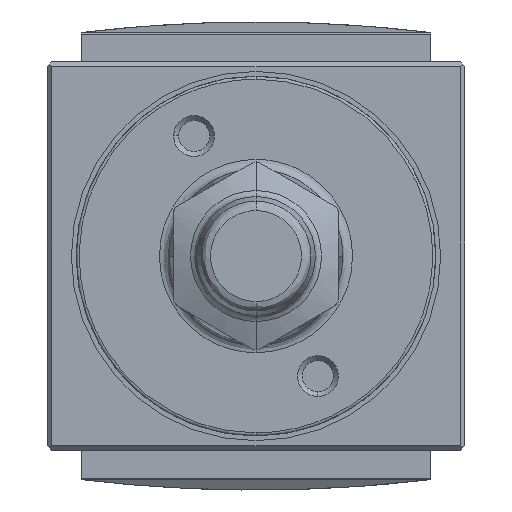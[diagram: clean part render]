
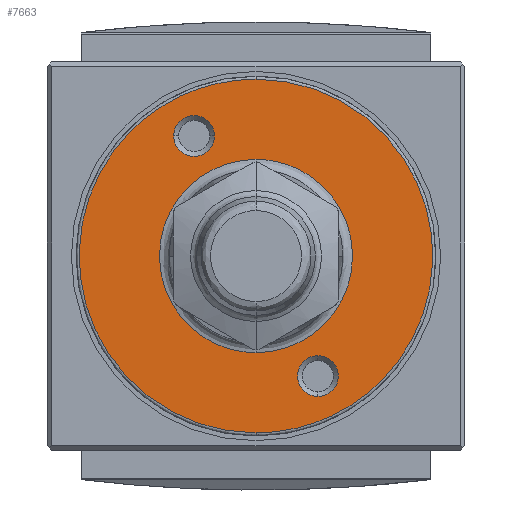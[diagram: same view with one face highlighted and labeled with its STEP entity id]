
A CAD part, front view. The second image highlights one B-rep face of the part: STEP entity #7663.
In plain terms, the highlighted planar face has unit normal (0, -1, 0).
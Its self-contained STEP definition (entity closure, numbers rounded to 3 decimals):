
#544 = ORIENTED_EDGE ( 'NONE', *, *, #13767, .F. ) ;
#994 = DIRECTION ( 'NONE',  ( 0., -1., 0. ) ) ;
#1093 = CARTESIAN_POINT ( 'NONE',  ( -8.467, 0.1, 12.356 ) ) ;
#1717 = CARTESIAN_POINT ( 'NONE',  ( -4.267, 0.1, 12.356 ) ) ;
#2205 = ORIENTED_EDGE ( 'NONE', *, *, #18902, .F. ) ;
#2532 =( BOUNDED_CURVE ( )  B_SPLINE_CURVE ( 3, ( #25155, #6258, #27640, #30107 ),
 .UNSPECIFIED., .F., .F. ) 
 B_SPLINE_CURVE_WITH_KNOTS ( ( 4, 4 ),
 ( 0., 0.5 ),
 .UNSPECIFIED. ) 
 CURVE ( )  GEOMETRIC_REPRESENTATION_ITEM ( )  RATIONAL_B_SPLINE_CURVE ( ( 1., 0.333, 0.333, 1. ) ) 
 REPRESENTATION_ITEM ( '' )  );
#3134 = EDGE_LOOP ( 'NONE', ( #30534, #16084 ) ) ;
#3290 = DIRECTION ( 'NONE',  ( 0., 0., -1. ) ) ;
#3332 = EDGE_CURVE ( 'NONE', #3763, #9829, #2532, .T. ) ;
#3438 =( BOUNDED_CURVE ( )  B_SPLINE_CURVE ( 3, ( #29534, #11012, #5993, #3696 ),
 .UNSPECIFIED., .F., .F. ) 
 B_SPLINE_CURVE_WITH_KNOTS ( ( 4, 4 ),
 ( 0.5, 1. ),
 .UNSPECIFIED. ) 
 CURVE ( )  GEOMETRIC_REPRESENTATION_ITEM ( )  RATIONAL_B_SPLINE_CURVE ( ( 1., 0.333, 0.333, 1. ) ) 
 REPRESENTATION_ITEM ( '' )  );
#3668 = DIRECTION ( 'NONE',  ( 1., 0., 0. ) ) ;
#3696 = CARTESIAN_POINT ( 'NONE',  ( 0., 0.1, -18.2 ) ) ;
#3763 = VERTEX_POINT ( 'NONE', #5585 ) ;
#3875 = CARTESIAN_POINT ( 'NONE',  ( -6.367, 0.1, 12.356 ) ) ;
#3955 = AXIS2_PLACEMENT_3D ( 'NONE', #3875, #4085, #3668 ) ;
#4085 = DIRECTION ( 'NONE',  ( 0., -1., 0. ) ) ;
#4188 = EDGE_CURVE ( 'NONE', #7703, #6214, #29754, .T. ) ;
#4304 = PLANE ( 'NONE',  #8880 ) ;
#5268 = CARTESIAN_POINT ( 'NONE',  ( -19.88, 0.1, 9.94 ) ) ;
#5380 = EDGE_CURVE ( 'NONE', #29194, #13030, #26803, .T. ) ;
#5585 = CARTESIAN_POINT ( 'NONE',  ( 0., 0.1, -9.94 ) ) ;
#5993 = CARTESIAN_POINT ( 'NONE',  ( 36.4, 0.1, -18.2 ) ) ;
#6008 = VERTEX_POINT ( 'NONE', #29951 ) ;
#6214 = VERTEX_POINT ( 'NONE', #1093 ) ;
#6258 = CARTESIAN_POINT ( 'NONE',  ( 19.88, 0.1, -9.94 ) ) ;
#6565 = EDGE_CURVE ( 'NONE', #6008, #21316, #13357, .T. ) ;
#7656 = EDGE_LOOP ( 'NONE', ( #14867, #2205 ) ) ;
#7663 = ADVANCED_FACE ( 'NONE', ( #21868, #10042, #28557, #8172 ), #4304, .F. ) ;
#7703 = VERTEX_POINT ( 'NONE', #1717 ) ;
#7927 = ORIENTED_EDGE ( 'NONE', *, *, #5380, .F. ) ;
#8172 = FACE_BOUND ( 'NONE', #3134, .T. ) ;
#8317 = DIRECTION ( 'NONE',  ( 0., -1., 0. ) ) ;
#8880 = AXIS2_PLACEMENT_3D ( 'NONE', #30555, #11209, #27887 ) ;
#9378 = CARTESIAN_POINT ( 'NONE',  ( 0., 0.1, -18.2 ) ) ;
#9431 = EDGE_CURVE ( 'NONE', #13030, #29194, #12373, .T. ) ;
#9829 = VERTEX_POINT ( 'NONE', #16671 ) ;
#10042 = FACE_BOUND ( 'NONE', #18319, .T. ) ;
#10597 = AXIS2_PLACEMENT_3D ( 'NONE', #27363, #10989, #15739 ) ;
#10989 = DIRECTION ( 'NONE',  ( 0., -1., 0. ) ) ;
#11012 = CARTESIAN_POINT ( 'NONE',  ( 36.4, 0.1, 18.2 ) ) ;
#11209 = DIRECTION ( 'NONE',  ( 0., 1., 0. ) ) ;
#11754 = CARTESIAN_POINT ( 'NONE',  ( -36.4, 0.1, 18.2 ) ) ;
#11791 = CARTESIAN_POINT ( 'NONE',  ( 6.367, 0.1, -10.256 ) ) ;
#12271 = AXIS2_PLACEMENT_3D ( 'NONE', #17525, #994, #3290 ) ;
#12313 = EDGE_LOOP ( 'NONE', ( #25439, #7927 ) ) ;
#12373 = CIRCLE ( 'NONE', #12271, 2.1 ) ;
#13030 = VERTEX_POINT ( 'NONE', #14620 ) ;
#13357 =( BOUNDED_CURVE ( )  B_SPLINE_CURVE ( 3, ( #9378, #25969, #11754, #16299 ),
 .UNSPECIFIED., .F., .F. ) 
 B_SPLINE_CURVE_WITH_KNOTS ( ( 4, 4 ),
 ( 0., 0.5 ),
 .UNSPECIFIED. ) 
 CURVE ( )  GEOMETRIC_REPRESENTATION_ITEM ( )  RATIONAL_B_SPLINE_CURVE ( ( 1., 0.333, 0.333, 1. ) ) 
 REPRESENTATION_ITEM ( '' )  );
#13767 = EDGE_CURVE ( 'NONE', #6214, #7703, #23546, .T. ) ;
#14620 = CARTESIAN_POINT ( 'NONE',  ( 6.367, 0.1, -14.456 ) ) ;
#14867 = ORIENTED_EDGE ( 'NONE', *, *, #6565, .F. ) ;
#15739 = DIRECTION ( 'NONE',  ( 0., 0., -1. ) ) ;
#16084 = ORIENTED_EDGE ( 'NONE', *, *, #24751, .F. ) ;
#16299 = CARTESIAN_POINT ( 'NONE',  ( 0., 0.1, 18.2 ) ) ;
#16671 = CARTESIAN_POINT ( 'NONE',  ( 0., 0.1, 9.94 ) ) ;
#17525 = CARTESIAN_POINT ( 'NONE',  ( 6.367, 0.1, -12.356 ) ) ;
#18319 = EDGE_LOOP ( 'NONE', ( #30273, #544 ) ) ;
#18902 = EDGE_CURVE ( 'NONE', #21316, #6008, #3438, .T. ) ;
#19008 = CARTESIAN_POINT ( 'NONE',  ( 0., 0.1, 18.2 ) ) ;
#21316 = VERTEX_POINT ( 'NONE', #19008 ) ;
#21868 = FACE_OUTER_BOUND ( 'NONE', #7656, .T. ) ;
#22647 = AXIS2_PLACEMENT_3D ( 'NONE', #29312, #8317, #26842 ) ;
#23546 = CIRCLE ( 'NONE', #3955, 2.1 ) ;
#24557 =( BOUNDED_CURVE ( )  B_SPLINE_CURVE ( 3, ( #28916, #5268, #26251, #28538 ),
 .UNSPECIFIED., .F., .F. ) 
 B_SPLINE_CURVE_WITH_KNOTS ( ( 4, 4 ),
 ( 0.5, 1. ),
 .UNSPECIFIED. ) 
 CURVE ( )  GEOMETRIC_REPRESENTATION_ITEM ( )  RATIONAL_B_SPLINE_CURVE ( ( 1., 0.333, 0.333, 1. ) ) 
 REPRESENTATION_ITEM ( '' )  );
#24751 = EDGE_CURVE ( 'NONE', #9829, #3763, #24557, .T. ) ;
#25155 = CARTESIAN_POINT ( 'NONE',  ( 0., 0.1, -9.94 ) ) ;
#25439 = ORIENTED_EDGE ( 'NONE', *, *, #9431, .F. ) ;
#25969 = CARTESIAN_POINT ( 'NONE',  ( -36.4, 0.1, -18.2 ) ) ;
#26251 = CARTESIAN_POINT ( 'NONE',  ( -19.88, 0.1, -9.94 ) ) ;
#26803 = CIRCLE ( 'NONE', #10597, 2.1 ) ;
#26842 = DIRECTION ( 'NONE',  ( 1., 0., 0. ) ) ;
#27363 = CARTESIAN_POINT ( 'NONE',  ( 6.367, 0.1, -12.356 ) ) ;
#27640 = CARTESIAN_POINT ( 'NONE',  ( 19.88, 0.1, 9.94 ) ) ;
#27887 = DIRECTION ( 'NONE',  ( 0., 0., 1. ) ) ;
#28538 = CARTESIAN_POINT ( 'NONE',  ( 0., 0.1, -9.94 ) ) ;
#28557 = FACE_BOUND ( 'NONE', #12313, .T. ) ;
#28916 = CARTESIAN_POINT ( 'NONE',  ( 0., 0.1, 9.94 ) ) ;
#29194 = VERTEX_POINT ( 'NONE', #11791 ) ;
#29312 = CARTESIAN_POINT ( 'NONE',  ( -6.367, 0.1, 12.356 ) ) ;
#29534 = CARTESIAN_POINT ( 'NONE',  ( 0., 0.1, 18.2 ) ) ;
#29754 = CIRCLE ( 'NONE', #22647, 2.1 ) ;
#29951 = CARTESIAN_POINT ( 'NONE',  ( 0., 0.1, -18.2 ) ) ;
#30107 = CARTESIAN_POINT ( 'NONE',  ( 0., 0.1, 9.94 ) ) ;
#30273 = ORIENTED_EDGE ( 'NONE', *, *, #4188, .F. ) ;
#30534 = ORIENTED_EDGE ( 'NONE', *, *, #3332, .F. ) ;
#30555 = CARTESIAN_POINT ( 'NONE',  ( 18.2, 0.1, 0. ) ) ;
